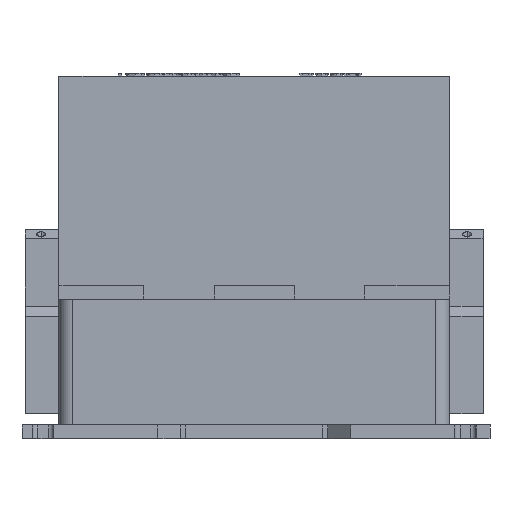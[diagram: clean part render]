
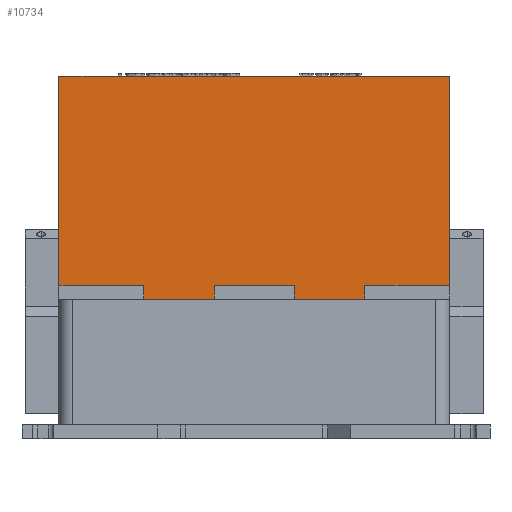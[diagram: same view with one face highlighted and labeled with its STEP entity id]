
A CAD part, front view. The second image highlights one B-rep face of the part: STEP entity #10734.
In plain terms, the highlighted planar face has unit normal (0, -1, 0).
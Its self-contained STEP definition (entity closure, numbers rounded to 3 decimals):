
#665=PLANE('',#11449);
#1226=FACE_OUTER_BOUND('',#1875,.T.);
#1875=EDGE_LOOP('',(#10078,#10079,#10080,#10081));
#3225=LINE('',#17453,#4578);
#3229=LINE('',#17460,#4582);
#3230=LINE('',#17462,#4583);
#3231=LINE('',#17463,#4584);
#4578=VECTOR('',#14134,304.8);
#4582=VECTOR('',#14140,304.8);
#4583=VECTOR('',#14141,304.8);
#4584=VECTOR('',#14142,304.8);
#5679=VERTEX_POINT('',#17449);
#5681=VERTEX_POINT('',#17452);
#5683=VERTEX_POINT('',#17459);
#5684=VERTEX_POINT('',#17461);
#7153=EDGE_CURVE('',#5681,#5679,#3225,.T.);
#7157=EDGE_CURVE('',#5683,#5679,#3229,.T.);
#7158=EDGE_CURVE('',#5684,#5683,#3230,.T.);
#7159=EDGE_CURVE('',#5681,#5684,#3231,.T.);
#10078=ORIENTED_EDGE('',*,*,#7157,.F.);
#10079=ORIENTED_EDGE('',*,*,#7158,.F.);
#10080=ORIENTED_EDGE('',*,*,#7159,.F.);
#10081=ORIENTED_EDGE('',*,*,#7153,.T.);
#10734=ADVANCED_FACE('',(#1226),#665,.T.);
#11449=AXIS2_PLACEMENT_3D('',#17458,#14138,#14139);
#14134=DIRECTION('',(0.,0.,1.));
#14138=DIRECTION('center_axis',(0.,-1.,0.));
#14139=DIRECTION('ref_axis',(0.,0.,-1.));
#14140=DIRECTION('',(1.,0.,0.));
#14141=DIRECTION('',(0.,0.,1.));
#14142=DIRECTION('',(-1.,0.,0.));
#17449=CARTESIAN_POINT('',(70.,-76.5,130.));
#17452=CARTESIAN_POINT('',(70.,-76.5,50.));
#17453=CARTESIAN_POINT('',(70.,-76.5,50.));
#17458=CARTESIAN_POINT('Origin',(-70.,-76.5,130.));
#17459=CARTESIAN_POINT('',(-70.,-76.5,130.));
#17460=CARTESIAN_POINT('',(-70.,-76.5,130.));
#17461=CARTESIAN_POINT('',(-70.,-76.5,50.));
#17462=CARTESIAN_POINT('',(-70.,-76.5,50.));
#17463=CARTESIAN_POINT('',(70.,-76.5,50.));
